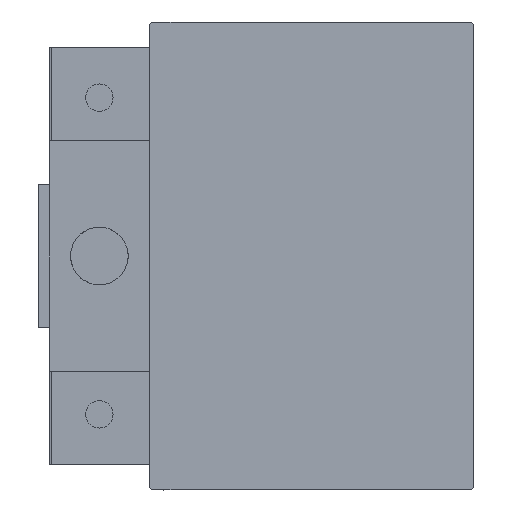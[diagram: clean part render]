
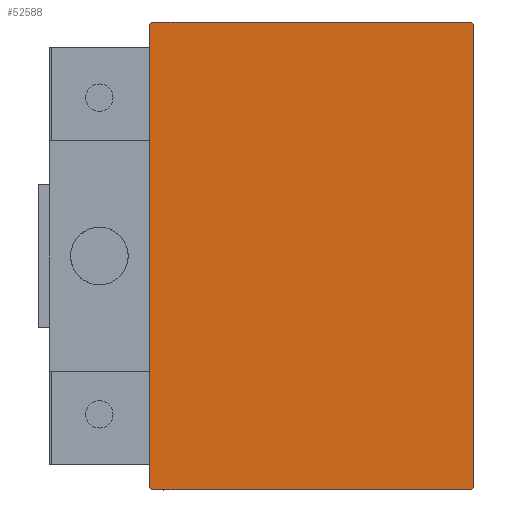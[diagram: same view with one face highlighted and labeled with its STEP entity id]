
A CAD part, left-side view. The second image highlights one B-rep face of the part: STEP entity #52588.
In plain terms, the highlighted face is planar.
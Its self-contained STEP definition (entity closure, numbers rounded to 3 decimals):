
#720 = VERTEX_POINT ( 'NONE', #25476 ) ;
#1946 = VERTEX_POINT ( 'NONE', #22329 ) ;
#2838 = ORIENTED_EDGE ( 'NONE', *, *, #27566, .T. ) ;
#2949 = CARTESIAN_POINT ( 'NONE',  ( 100., -27.35, 27.35 ) ) ;
#2951 = CARTESIAN_POINT ( 'NONE',  ( 100., 22.5, -32.2 ) ) ;
#3397 = EDGE_CURVE ( 'NONE', #41110, #720, #48555, .T. ) ;
#3689 = VERTEX_POINT ( 'NONE', #38623 ) ;
#5204 = VERTEX_POINT ( 'NONE', #28571 ) ;
#5551 = EDGE_CURVE ( 'NONE', #720, #1946, #31352, .T. ) ;
#5562 = ORIENTED_EDGE ( 'NONE', *, *, #9539, .T. ) ;
#6010 = VECTOR ( 'NONE', #6554, 1000. ) ;
#6092 = CARTESIAN_POINT ( 'NONE',  ( 100., -27.35, -27.35 ) ) ;
#6554 = DIRECTION ( 'NONE',  ( 0., -0.707, 0.707 ) ) ;
#6850 = ORIENTED_EDGE ( 'NONE', *, *, #11251, .T. ) ;
#7096 = CARTESIAN_POINT ( 'NONE',  ( 100., 22.5, 32.2 ) ) ;
#7142 = VECTOR ( 'NONE', #21127, 1000. ) ;
#9539 = EDGE_CURVE ( 'NONE', #53103, #5204, #38939, .T. ) ;
#11164 = LINE ( 'NONE', #19305, #44098 ) ;
#11251 = EDGE_CURVE ( 'NONE', #5204, #34432, #13589, .T. ) ;
#13007 = DIRECTION ( 'NONE',  ( 0., 0., 1. ) ) ;
#13589 = LINE ( 'NONE', #37805, #39790 ) ;
#13752 = EDGE_LOOP ( 'NONE', ( #2838, #38598, #48912, #5562, #6850, #13880, #46517, #14814 ) ) ;
#13880 = ORIENTED_EDGE ( 'NONE', *, *, #49149, .T. ) ;
#14814 = ORIENTED_EDGE ( 'NONE', *, *, #5551, .T. ) ;
#15466 = EDGE_CURVE ( 'NONE', #38529, #53103, #25530, .T. ) ;
#15486 = DIRECTION ( 'NONE',  ( 0., 1., 0. ) ) ;
#16532 = DIRECTION ( 'NONE',  ( 0., 0.707, 0.707 ) ) ;
#19305 = CARTESIAN_POINT ( 'NONE',  ( 100., -22.5, -32.5 ) ) ;
#19446 = PLANE ( 'NONE',  #37653 ) ;
#20226 = CARTESIAN_POINT ( 'NONE',  ( 100., -22.2, 32.5 ) ) ;
#20889 = CARTESIAN_POINT ( 'NONE',  ( 100., 27.35, -27.35 ) ) ;
#21127 = DIRECTION ( 'NONE',  ( 0., -0.707, -0.707 ) ) ;
#22329 = CARTESIAN_POINT ( 'NONE',  ( 100., -22.2, -32.5 ) ) ;
#22421 = CARTESIAN_POINT ( 'NONE',  ( 100., -22.5, 32.2 ) ) ;
#22461 = DIRECTION ( 'NONE',  ( 0., 0., -1. ) ) ;
#22635 = VECTOR ( 'NONE', #16532, 1000. ) ;
#25028 = VECTOR ( 'NONE', #32780, 1000. ) ;
#25476 = CARTESIAN_POINT ( 'NONE',  ( 100., -22.5, -32.2 ) ) ;
#25530 = LINE ( 'NONE', #50239, #48634 ) ;
#26440 = CARTESIAN_POINT ( 'NONE',  ( 100., 27.35, 27.35 ) ) ;
#27566 = EDGE_CURVE ( 'NONE', #1946, #3689, #11164, .T. ) ;
#28249 = VECTOR ( 'NONE', #47667, 1000. ) ;
#28571 = CARTESIAN_POINT ( 'NONE',  ( 100., 22.2, 32.5 ) ) ;
#31352 = LINE ( 'NONE', #6092, #28249 ) ;
#32780 = DIRECTION ( 'NONE',  ( 0., 0., -1. ) ) ;
#34432 = VERTEX_POINT ( 'NONE', #20226 ) ;
#37653 = AXIS2_PLACEMENT_3D ( 'NONE', #47995, #48534, #22461 ) ;
#37805 = CARTESIAN_POINT ( 'NONE',  ( 100., 22.5, 32.5 ) ) ;
#38529 = VERTEX_POINT ( 'NONE', #2951 ) ;
#38598 = ORIENTED_EDGE ( 'NONE', *, *, #42216, .T. ) ;
#38623 = CARTESIAN_POINT ( 'NONE',  ( 100., 22.2, -32.5 ) ) ;
#38939 = LINE ( 'NONE', #26440, #6010 ) ;
#39790 = VECTOR ( 'NONE', #42953, 1000. ) ;
#41110 = VERTEX_POINT ( 'NONE', #22421 ) ;
#42216 = EDGE_CURVE ( 'NONE', #3689, #38529, #45893, .T. ) ;
#42953 = DIRECTION ( 'NONE',  ( 0., -1., 0. ) ) ;
#44098 = VECTOR ( 'NONE', #15486, 1000. ) ;
#44263 = LINE ( 'NONE', #2949, #7142 ) ;
#45893 = LINE ( 'NONE', #20889, #22635 ) ;
#46517 = ORIENTED_EDGE ( 'NONE', *, *, #3397, .T. ) ;
#47667 = DIRECTION ( 'NONE',  ( 0., 0.707, -0.707 ) ) ;
#47995 = CARTESIAN_POINT ( 'NONE',  ( 100., 0., 0. ) ) ;
#48257 = FACE_OUTER_BOUND ( 'NONE', #13752, .T. ) ;
#48534 = DIRECTION ( 'NONE',  ( 1., 0., 0. ) ) ;
#48555 = LINE ( 'NONE', #52348, #25028 ) ;
#48634 = VECTOR ( 'NONE', #13007, 1000. ) ;
#48912 = ORIENTED_EDGE ( 'NONE', *, *, #15466, .T. ) ;
#49149 = EDGE_CURVE ( 'NONE', #34432, #41110, #44263, .T. ) ;
#50239 = CARTESIAN_POINT ( 'NONE',  ( 100., 22.5, -32.5 ) ) ;
#52348 = CARTESIAN_POINT ( 'NONE',  ( 100., -22.5, 32.5 ) ) ;
#52588 = ADVANCED_FACE ( 'NONE', ( #48257 ), #19446, .T. ) ;
#53103 = VERTEX_POINT ( 'NONE', #7096 ) ;
